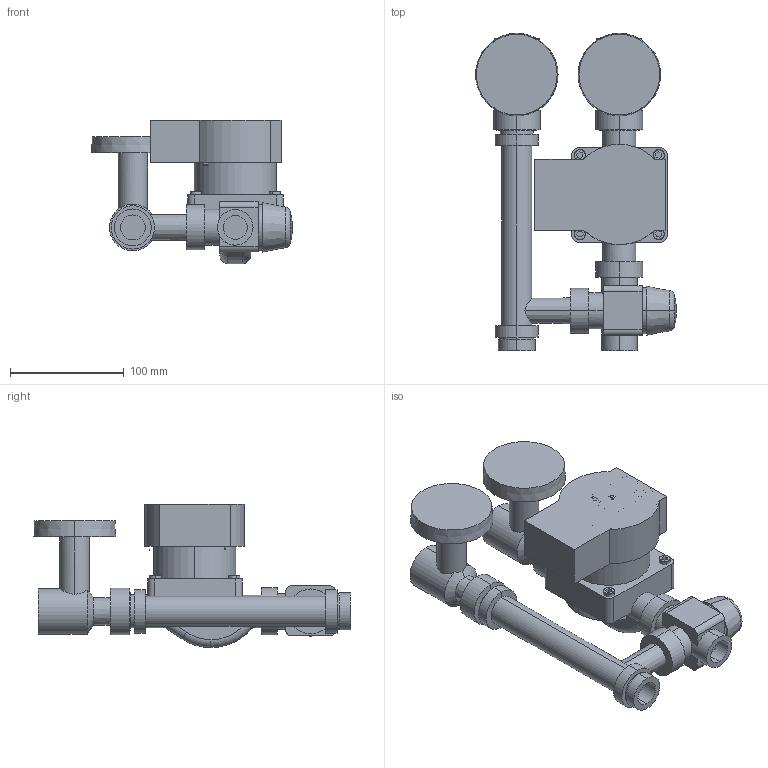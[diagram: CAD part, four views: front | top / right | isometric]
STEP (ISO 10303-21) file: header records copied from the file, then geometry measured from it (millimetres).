
FILE_DESCRIPTION (( 'STEP AP214' ), '1' );
FILE_NAME ('GFA394 61025100.STEP', '2024-01-24T14:12:58', ( '' ), ( '' ), 'SwSTEP 2.0', 'SolidWorks 2023', '' );
FILE_SCHEMA (( 'AUTOMOTIVE_DESIGN' ));
Length unit declared in the file: millimetre
Products named in the file (1): GFA394 61025100
Bounding box: 176.44 x 278.43 x 125.83 mm (x, y, z)
Surface area: 174665.9 mm2 (no closed solid volume)
Topology: 0 solids, 27 shells, 452 faces, 1081 edges, 706 vertices
Faces by surface type: plane 239, cylinder 139, cone 33, torus 26, bspline 13, sphere 2
Entity records: 17723 total; most frequent: CARTESIAN_POINT 3080, DIRECTION 2236, ORIENTED_EDGE 2154, EDGE_CURVE 1081, AXIS2_PLACEMENT_3D 796, VERTEX_POINT 706, VECTOR 644, LINE 644
